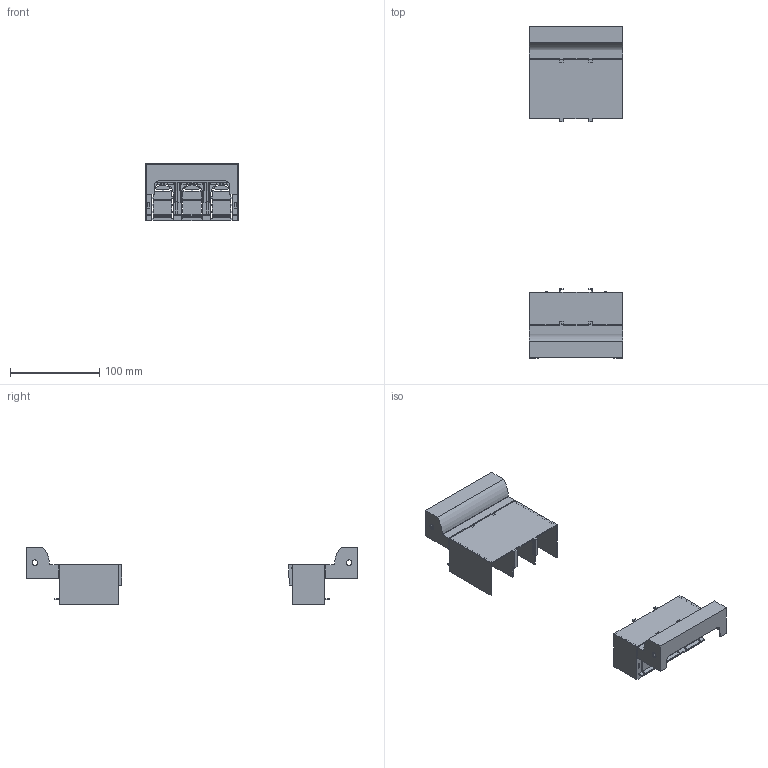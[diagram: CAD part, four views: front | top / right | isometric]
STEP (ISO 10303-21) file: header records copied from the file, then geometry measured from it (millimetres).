
FILE_DESCRIPTION(('CATIA V5 STEP'),'2;1');
FILE_NAME('T8053110_L_Hoehenausgleichsadapter-HAA-KETO-00-3_70-90_ou_Systemmass-340-370.stp','2017-08-31T09:44:31+00:00',('none'),('Jean Müller GmbH'),'CATIA Version 5 Release 19 SP 9 (IN-10)','CATIA V5 STEP AP214','none');
FILE_SCHEMA(('AUTOMOTIVE_DESIGN { 1 0 10303 214 1 1 1 1 }'));
Length unit declared in the file: millimetre
Products named in the file (4): T8053110_L_Hoehenausgleichsadapter-HAA-KETO-00-3/70-90/ou-Systemmaß 340-370; 34173_L_Anschlussraumabdeckung kurz; 34209_L_Anschlussraumabdeckung lang KETO-00; 34283_L_Ausgleichsblende 00/2 SST-60mm/70-90
Assembly tree (4 placements, depth 2):
  T8053110_L_Hoehenausgleichsadapter-HAA-KETO-00-3/70-90/ou-Systemmaß 340-370
    34173_L_Anschlussraumabdeckung kurz
    34209_L_Anschlussraumabdeckung lang KETO-00
    34283_L_Ausgleichsblende 00/2 SST-60mm/70-90  x2
Bounding box: 105 x 372.86 x 65 mm (x, y, z)
Volume: 74615.7 mm3; surface area: 117810.9 mm2
Topology: 4 solids, 4 shells, 923 faces, 2882 edges, 1924 vertices
Faces by surface type: plane 805, cylinder 118
Entity records: 27177 total; most frequent: CARTESIAN_POINT 5434, ORIENTED_EDGE 5370, DIRECTION 3174, EDGE_CURVE 2685, VECTOR 2332, LINE 2332, VERTEX_POINT 1793, EDGE_LOOP 962
